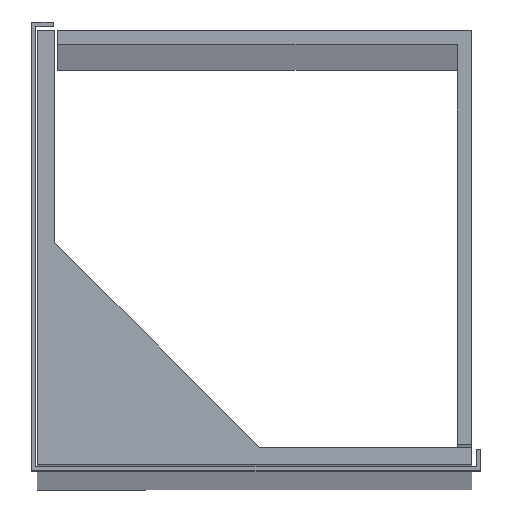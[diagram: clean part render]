
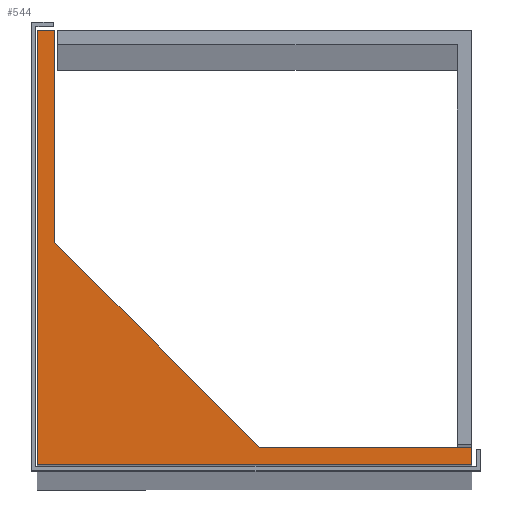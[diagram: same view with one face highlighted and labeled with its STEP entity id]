
A CAD part, top view. The second image highlights one B-rep face of the part: STEP entity #544.
In plain terms, the highlighted planar face has unit normal (0, 0, 1).
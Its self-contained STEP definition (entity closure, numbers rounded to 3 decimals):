
#40=PLANE('',#593);
#70=FACE_OUTER_BOUND('',#102,.T.);
#102=EDGE_LOOP('',(#473,#474,#475,#476,#477,#478,#479));
#145=LINE('',#819,#215);
#148=LINE('',#825,#218);
#151=LINE('',#831,#221);
#154=LINE('',#837,#224);
#157=LINE('',#843,#227);
#160=LINE('',#849,#230);
#163=LINE('',#853,#233);
#215=VECTOR('',#672,10.);
#218=VECTOR('',#677,10.);
#221=VECTOR('',#682,10.);
#224=VECTOR('',#687,10.);
#227=VECTOR('',#692,10.);
#230=VECTOR('',#697,10.);
#233=VECTOR('',#702,10.);
#280=VERTEX_POINT('',#816);
#281=VERTEX_POINT('',#818);
#283=VERTEX_POINT('',#824);
#285=VERTEX_POINT('',#830);
#287=VERTEX_POINT('',#836);
#289=VERTEX_POINT('',#842);
#291=VERTEX_POINT('',#848);
#340=EDGE_CURVE('',#281,#280,#145,.T.);
#343=EDGE_CURVE('',#283,#281,#148,.T.);
#346=EDGE_CURVE('',#285,#283,#151,.T.);
#349=EDGE_CURVE('',#287,#285,#154,.T.);
#352=EDGE_CURVE('',#289,#287,#157,.T.);
#355=EDGE_CURVE('',#291,#289,#160,.T.);
#358=EDGE_CURVE('',#280,#291,#163,.T.);
#473=ORIENTED_EDGE('',*,*,#358,.T.);
#474=ORIENTED_EDGE('',*,*,#355,.T.);
#475=ORIENTED_EDGE('',*,*,#352,.T.);
#476=ORIENTED_EDGE('',*,*,#349,.T.);
#477=ORIENTED_EDGE('',*,*,#346,.T.);
#478=ORIENTED_EDGE('',*,*,#343,.T.);
#479=ORIENTED_EDGE('',*,*,#340,.T.);
#544=ADVANCED_FACE('',(#70),#40,.T.);
#593=AXIS2_PLACEMENT_3D('',#854,#703,#704);
#672=DIRECTION('',(1.,0.,0.));
#677=DIRECTION('',(0.,-1.,0.));
#682=DIRECTION('',(-1.,0.,0.));
#687=DIRECTION('',(0.,1.,0.));
#692=DIRECTION('',(-0.707,0.707,0.));
#697=DIRECTION('',(-1.,0.,0.));
#702=DIRECTION('',(0.,1.,0.));
#703=DIRECTION('center_axis',(0.,0.,1.));
#704=DIRECTION('ref_axis',(1.,0.,0.));
#816=CARTESIAN_POINT('',(30.,0.,1000.));
#818=CARTESIAN_POINT('',(0.,0.,1000.));
#819=CARTESIAN_POINT('',(0.,0.,1000.));
#824=CARTESIAN_POINT('',(0.,30.,1000.));
#825=CARTESIAN_POINT('',(0.,30.,1000.));
#830=CARTESIAN_POINT('',(1.2,30.,1000.));
#831=CARTESIAN_POINT('',(1.2,30.,1000.));
#836=CARTESIAN_POINT('',(1.2,15.342,1000.));
#837=CARTESIAN_POINT('',(1.2,15.342,1000.));
#842=CARTESIAN_POINT('',(15.342,1.2,1000.));
#843=CARTESIAN_POINT('',(15.342,1.2,1000.));
#848=CARTESIAN_POINT('',(30.,1.2,1000.));
#849=CARTESIAN_POINT('',(30.,1.2,1000.));
#853=CARTESIAN_POINT('',(30.,0.,1000.));
#854=CARTESIAN_POINT('Origin',(15.,15.,1000.));
